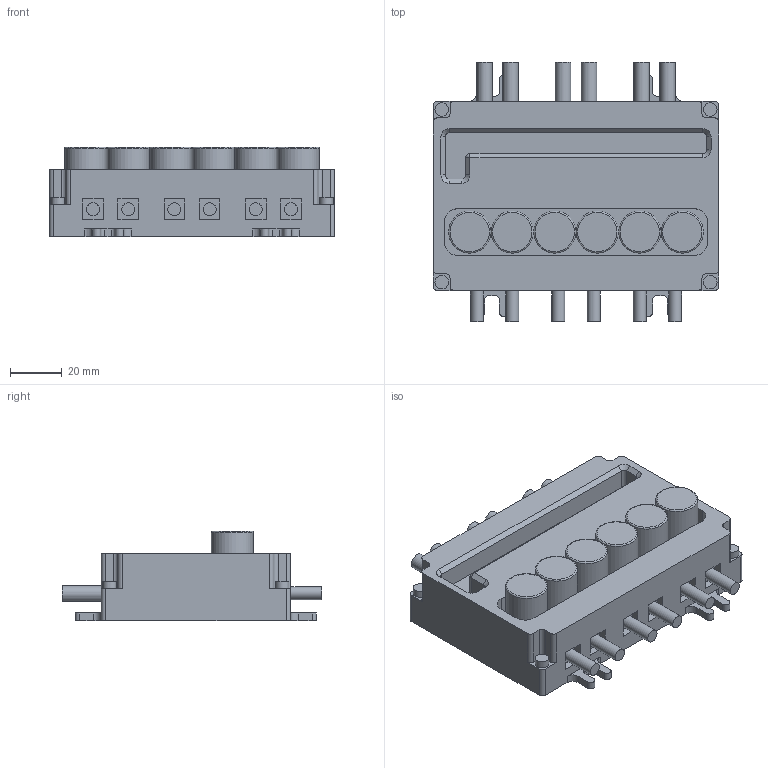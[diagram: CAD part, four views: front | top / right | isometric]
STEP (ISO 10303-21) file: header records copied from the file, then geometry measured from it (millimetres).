
FILE_DESCRIPTION(/* description */ (''),/* implementation_level */ '2;1');
FILE_NAME(/* name */ 'FSESC75200 v7.step',/* time_stamp */ '2021-02-17T23:23:23+03:00',/* author */ (''),/* organization */ (''),/* preprocessor_version */ 'ST-DEVELOPER v18.1',/* originating_system */ 'Autodesk Translation Framework v9.7.1.1290',/* authorisation */ '');
FILE_SCHEMA (('AUTOMOTIVE_DESIGN { 1 0 10303 214 3 1 1 }'));
Length unit declared in the file: millimetre
Products named in the file (1): FSESC75200
Bounding box: 110 x 100 x 34.5 mm (x, y, z)
Volume: 201651.3 mm3; surface area: 45237.8 mm2
Topology: 1 solids, 1 shells, 211 faces, 510 edges, 333 vertices
Faces by surface type: plane 127, cylinder 72, cone 6, torus 6
Full cylindrical faces by diameter (mm): 5 x6, 5.2 x4, 6 x6, 16.2 x6
Entity records: 6211 total; most frequent: DIRECTION 1094, CARTESIAN_POINT 1054, ORIENTED_EDGE 1018, EDGE_CURVE 509, AXIS2_PLACEMENT_3D 373, LINE 348, VECTOR 348, VERTEX_POINT 333
